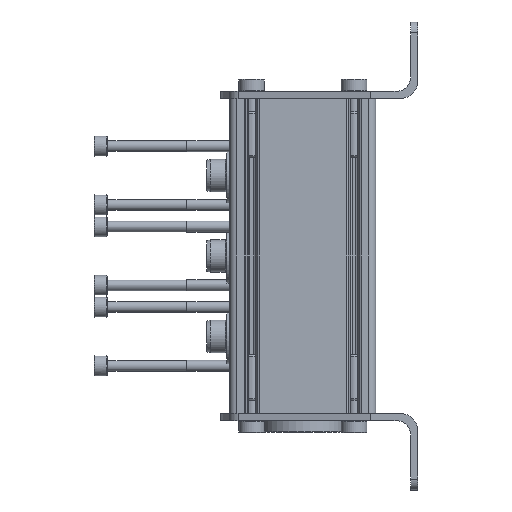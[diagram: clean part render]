
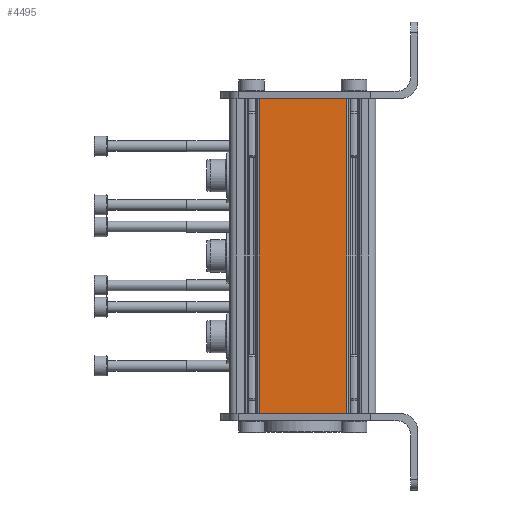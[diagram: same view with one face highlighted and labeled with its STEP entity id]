
A CAD part, left-side view. The second image highlights one B-rep face of the part: STEP entity #4495.
In plain terms, the highlighted planar face has unit normal (-1, 0, 0).
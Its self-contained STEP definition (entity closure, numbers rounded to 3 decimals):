
#288=LINE('',#7298,#608);
#289=LINE('',#7300,#609);
#290=LINE('',#7302,#610);
#291=LINE('',#7304,#611);
#608=VECTOR('',#5780,1000.);
#609=VECTOR('',#5783,1000.);
#610=VECTOR('',#5784,1000.);
#611=VECTOR('',#5785,1000.);
#832=PLANE('',#4929);
#1481=ORIENTED_EDGE('',*,*,#2644,.F.);
#1482=ORIENTED_EDGE('',*,*,#2643,.F.);
#1483=ORIENTED_EDGE('',*,*,#2645,.T.);
#1484=ORIENTED_EDGE('',*,*,#2646,.T.);
#2643=EDGE_CURVE('',#3192,#3191,#288,.T.);
#2644=EDGE_CURVE('',#3191,#3193,#289,.T.);
#2645=EDGE_CURVE('',#3192,#3194,#290,.T.);
#2646=EDGE_CURVE('',#3194,#3193,#291,.T.);
#3191=VERTEX_POINT('',#7295);
#3192=VERTEX_POINT('',#7297);
#3193=VERTEX_POINT('',#7301);
#3194=VERTEX_POINT('',#7303);
#3593=EDGE_LOOP('',(#1481,#1482,#1483,#1484));
#3991=FACE_BOUND('',#3593,.T.);
#4495=ADVANCED_FACE('',(#3991),#832,.T.);
#4929=AXIS2_PLACEMENT_3D('',#7299,#5781,#5782);
#5780=DIRECTION('',(0.,0.,1.));
#5781=DIRECTION('',(-1.,0.,0.));
#5782=DIRECTION('',(0.,0.,1.));
#5783=DIRECTION('',(0.,-1.,0.));
#5784=DIRECTION('',(0.,-1.,0.));
#5785=DIRECTION('',(0.,0.,1.));
#7295=CARTESIAN_POINT('',(-11.5,11.979,0.));
#7297=CARTESIAN_POINT('',(-11.5,11.979,-86.));
#7298=CARTESIAN_POINT('',(-11.5,11.979,-86.));
#7299=CARTESIAN_POINT('',(-11.5,11.979,-86.));
#7300=CARTESIAN_POINT('',(-11.5,11.979,0.));
#7301=CARTESIAN_POINT('',(-11.5,-11.979,0.));
#7302=CARTESIAN_POINT('',(-11.5,11.979,-86.));
#7303=CARTESIAN_POINT('',(-11.5,-11.979,-86.));
#7304=CARTESIAN_POINT('',(-11.5,-11.979,-86.));
